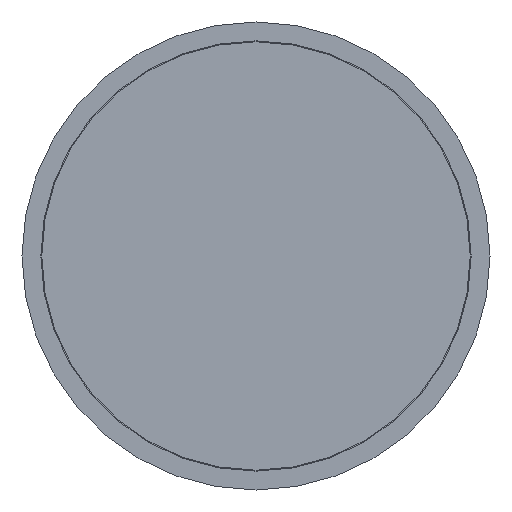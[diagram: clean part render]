
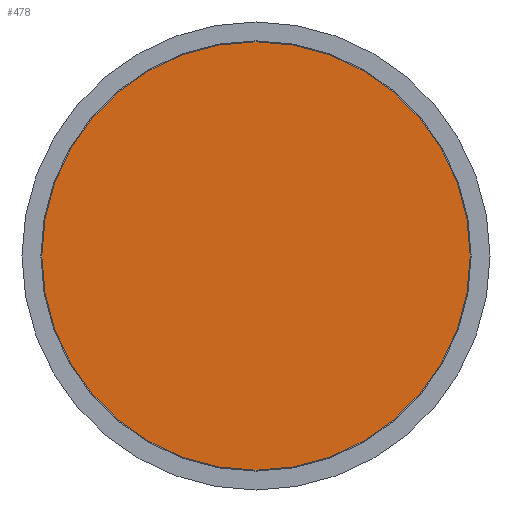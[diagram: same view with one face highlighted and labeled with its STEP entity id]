
A CAD part, front view. The second image highlights one B-rep face of the part: STEP entity #478.
In plain terms, the highlighted planar face has unit normal (0, -1, 0).
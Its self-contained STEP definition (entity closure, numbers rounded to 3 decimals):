
#28 = DIRECTION ( 'NONE',  ( 0., 0., 1. ) ) ;
#242 = DIRECTION ( 'NONE',  ( 0., -1., 0. ) ) ;
#357 = EDGE_LOOP ( 'NONE', ( #925 ) ) ;
#407 = CARTESIAN_POINT ( 'NONE',  ( -56.75, 0., 0. ) ) ;
#478 = ADVANCED_FACE ( 'NONE', ( #799 ), #489, .F. ) ;
#489 = PLANE ( 'NONE',  #703 ) ;
#511 = VERTEX_POINT ( 'NONE', #818 ) ;
#546 = DIRECTION ( 'NONE',  ( 0., 0., -1. ) ) ;
#639 = CARTESIAN_POINT ( 'NONE',  ( 0., 0., 0. ) ) ;
#642 = CIRCLE ( 'NONE', #968, 56.75 ) ;
#703 = AXIS2_PLACEMENT_3D ( 'NONE', #407, #954, #28 ) ;
#766 = EDGE_CURVE ( 'NONE', #511, #511, #642, .T. ) ;
#799 = FACE_OUTER_BOUND ( 'NONE', #357, .T. ) ;
#818 = CARTESIAN_POINT ( 'NONE',  ( 0., 0., -56.75 ) ) ;
#925 = ORIENTED_EDGE ( 'NONE', *, *, #766, .T. ) ;
#954 = DIRECTION ( 'NONE',  ( 0., 1., 0. ) ) ;
#968 = AXIS2_PLACEMENT_3D ( 'NONE', #639, #242, #546 ) ;
